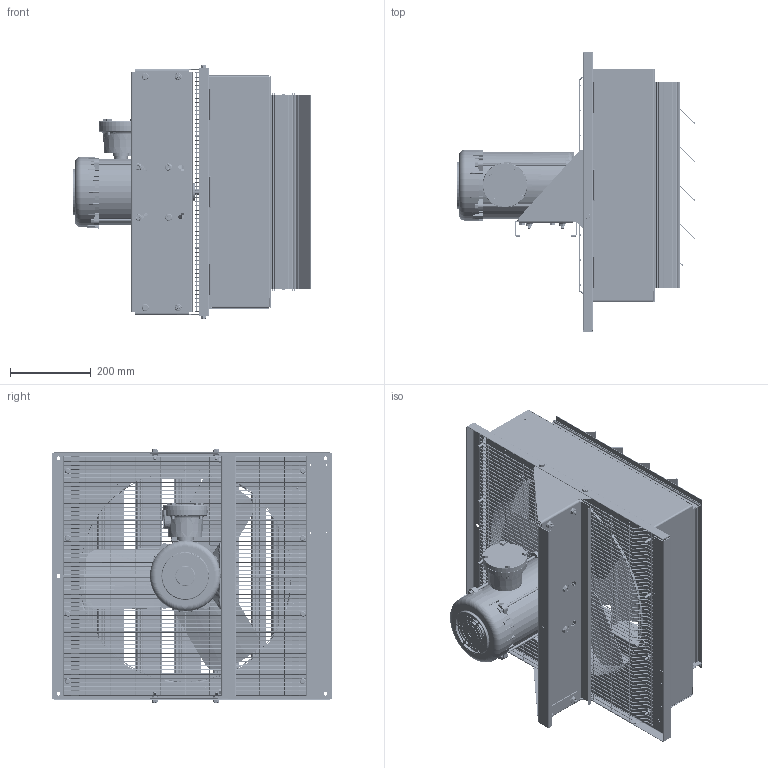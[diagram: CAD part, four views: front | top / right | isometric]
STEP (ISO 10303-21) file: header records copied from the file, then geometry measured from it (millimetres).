
FILE_DESCRIPTION (( 'STEP AP214' ), '1' );
FILE_NAME ('XEF-20-W6.STEP', '2024-10-04T20:22:30', ( '' ), ( '' ), 'SwSTEP 2.0', 'SolidWorks 2023', '' );
FILE_SCHEMA (( 'AUTOMOTIVE_DESIGN' ));
Length unit declared in the file: inch
Products named in the file (1): XEF-20-W6
Bounding box: 592.46 x 694.03 x 627.79 mm (x, y, z)
Volume: 9604326.5 mm3; surface area: 4662467.2 mm2
Topology: 176 solids, 176 shells, 7753 faces, 18697 edges, 11364 vertices
Faces by surface type: cylinder 2897, plane 2092, cone 1501, torus 677, bspline 560, sphere 26
Entity records: 358801 total; most frequent: CARTESIAN_POINT 76641, DIRECTION 38505, ORIENTED_EDGE 37342, EDGE_CURVE 18671, AXIS2_PLACEMENT_3D 15236, VERTEX_POINT 11364, EDGE_LOOP 8159, CIRCLE 8042
